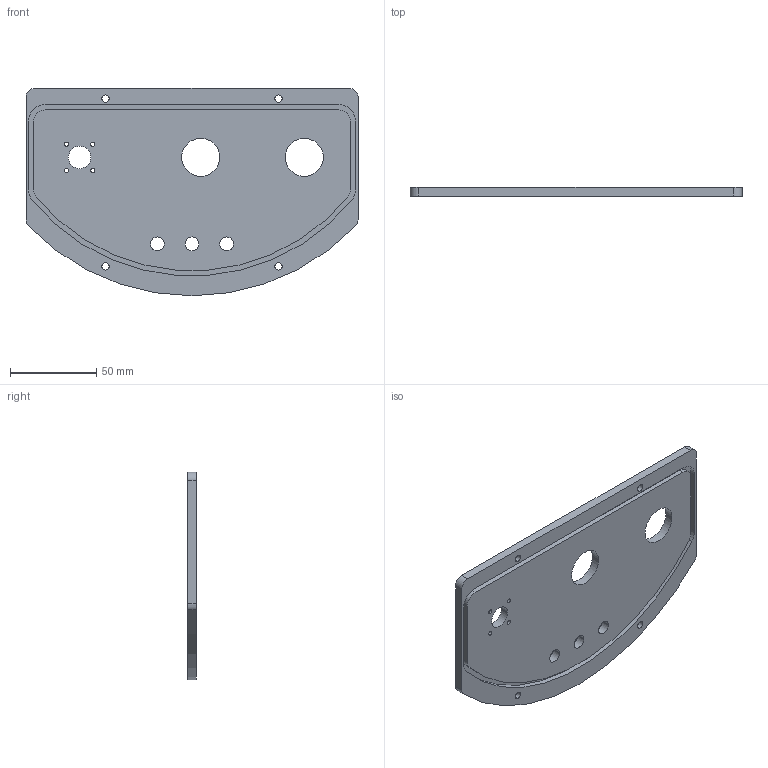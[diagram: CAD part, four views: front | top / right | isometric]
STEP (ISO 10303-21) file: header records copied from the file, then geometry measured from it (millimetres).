
FILE_DESCRIPTION (( 'STEP AP214' ), '1' );
FILE_NAME ('ALTI_USI_92_b-couvercle boitier elec.STEP', '2020-07-20T07:47:43', ( '' ), ( '' ), 'SwSTEP 2.0', 'SolidWorks 2020', '' );
FILE_SCHEMA (( 'AUTOMOTIVE_DESIGN' ));
Length unit declared in the file: millimetre
Products named in the file (1): ALTI_USI_92_b-couvercle boitier elec
Bounding box: 192 x 5 x 120 mm (x, y, z)
Volume: 92555.4 mm3; surface area: 46265.6 mm2
Topology: 1 solids, 1 shells, 72 faces, 188 edges, 120 vertices
Faces by surface type: cylinder 43, cone 16, plane 13
Entity records: 2424 total; most frequent: DIRECTION 436, CARTESIAN_POINT 381, ORIENTED_EDGE 376, EDGE_CURVE 188, AXIS2_PLACEMENT_3D 175, VERTEX_POINT 120, EDGE_LOOP 102, CIRCLE 102
